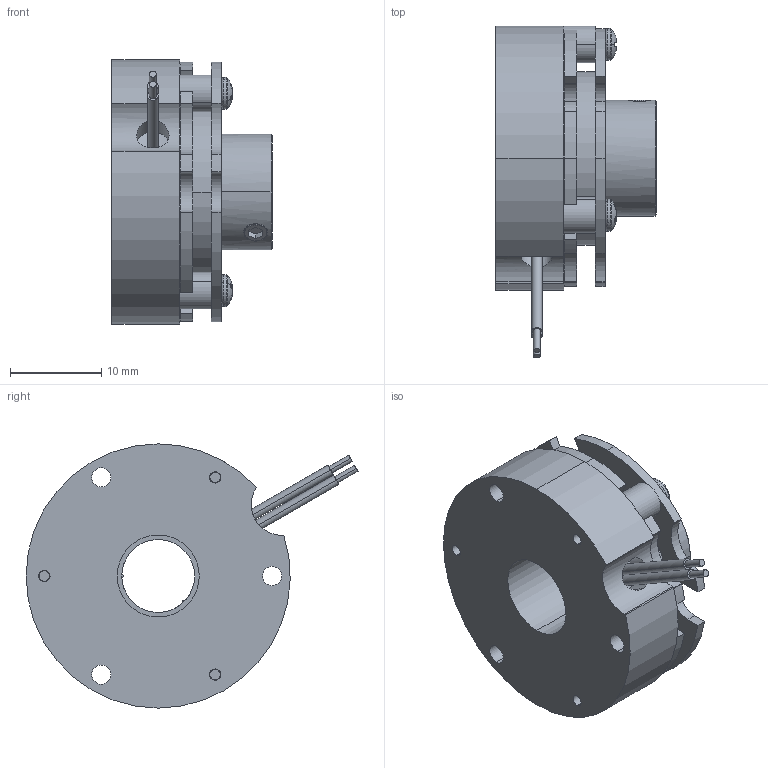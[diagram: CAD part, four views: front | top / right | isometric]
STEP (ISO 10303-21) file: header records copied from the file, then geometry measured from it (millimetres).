
FILE_DESCRIPTION (( 'STEP AP203' ), '1' );
FILE_NAME ('UTSEB-114-24.STEP', '2018-04-02T14:45:17', ( 'User' ), ( '' ), 'SwSTEP 2.0', 'SolidWorks 2018', '' );
FILE_SCHEMA (( 'CONFIG_CONTROL_DESIGN' ));
Length unit declared in the file: inch
Products named in the file (1): UTSEB-114-24
Bounding box: 17.6 x 36.44 x 29 mm (x, y, z)
Volume: 7238.9 mm3; surface area: 7267.2 mm2
Topology: 18 solids, 18 shells, 697 faces, 1926 edges, 1269 vertices
Faces by surface type: cylinder 458, plane 131, cone 73, torus 20, bspline 9, sphere 6
Entity records: 28154 total; most frequent: CARTESIAN_POINT 12031, ORIENTED_EDGE 3852, DIRECTION 3002, EDGE_CURVE 1926, VERTEX_POINT 1269, AXIS2_PLACEMENT_3D 1145, EDGE_LOOP 741, VECTOR 712
